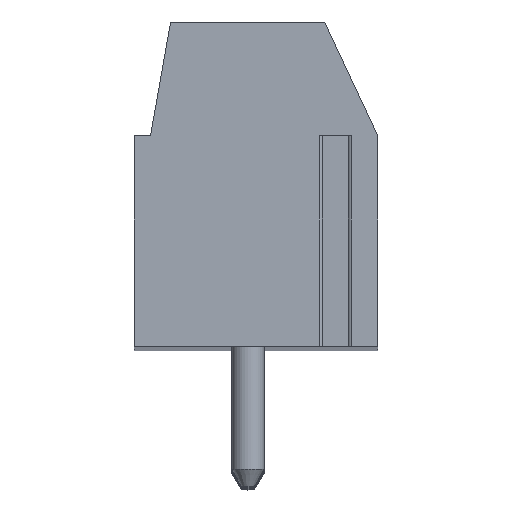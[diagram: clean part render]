
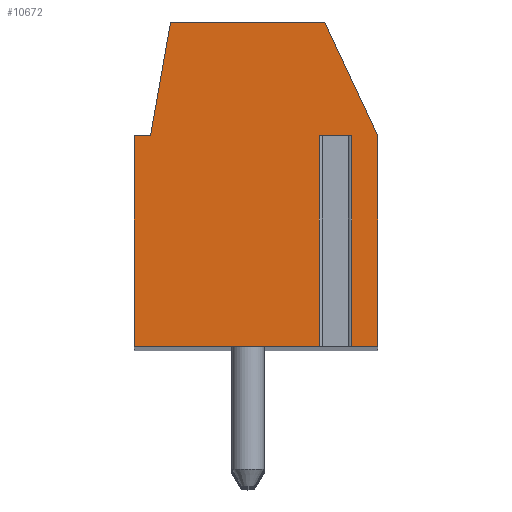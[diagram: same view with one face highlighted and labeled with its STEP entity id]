
A CAD part, top view. The second image highlights one B-rep face of the part: STEP entity #10672.
In plain terms, the highlighted planar face has unit normal (0, 0, 1).
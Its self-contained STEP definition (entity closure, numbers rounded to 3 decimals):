
#301=DIRECTION('',(-1.,0.,0.));
#302=VECTOR('',#301,0.996);
#303=CARTESIAN_POINT('',(2.948,1.5,67.5));
#304=LINE('',#303,#302);
#305=DIRECTION('',(0.,-1.,0.));
#306=VECTOR('',#305,6.5);
#307=CARTESIAN_POINT('',(1.952,1.5,67.5));
#308=LINE('',#307,#306);
#309=DIRECTION('',(1.,0.,0.));
#310=VECTOR('',#309,5.702);
#311=CARTESIAN_POINT('',(-3.75,-5.,67.5));
#312=LINE('',#311,#310);
#313=DIRECTION('',(0.,-1.,0.));
#314=VECTOR('',#313,6.5);
#315=CARTESIAN_POINT('',(-3.75,1.5,67.5));
#316=LINE('',#315,#314);
#317=DIRECTION('',(-1.,0.,0.));
#318=VECTOR('',#317,0.5);
#319=CARTESIAN_POINT('',(-3.25,1.5,67.5));
#320=LINE('',#319,#318);
#321=DIRECTION('',(-0.174,-0.985,0.));
#322=VECTOR('',#321,3.554);
#323=CARTESIAN_POINT('',(-2.633,5.,67.5));
#324=LINE('',#323,#322);
#325=DIRECTION('',(-1.,0.,0.));
#326=VECTOR('',#325,4.751);
#327=CARTESIAN_POINT('',(2.118,5.,67.5));
#328=LINE('',#327,#326);
#329=DIRECTION('',(-0.423,0.906,0.));
#330=VECTOR('',#329,3.862);
#331=CARTESIAN_POINT('',(3.75,1.5,67.5));
#332=LINE('',#331,#330);
#333=DIRECTION('',(0.,1.,0.));
#334=VECTOR('',#333,6.5);
#335=CARTESIAN_POINT('',(3.75,-5.,67.5));
#336=LINE('',#335,#334);
#337=DIRECTION('',(1.,0.,0.));
#338=VECTOR('',#337,0.802);
#339=CARTESIAN_POINT('',(2.948,-5.,67.5));
#340=LINE('',#339,#338);
#341=DIRECTION('',(0.,-1.,0.));
#342=VECTOR('',#341,6.5);
#343=CARTESIAN_POINT('',(2.948,1.5,67.5));
#344=LINE('',#343,#342);
#8215=CARTESIAN_POINT('',(3.75,-5.,67.5));
#8216=CARTESIAN_POINT('',(3.75,1.5,67.5));
#8217=VERTEX_POINT('',#8215);
#8218=VERTEX_POINT('',#8216);
#8219=CARTESIAN_POINT('',(2.118,5.,67.5));
#8220=VERTEX_POINT('',#8219);
#8221=CARTESIAN_POINT('',(-2.633,5.,67.5));
#8222=VERTEX_POINT('',#8221);
#8223=CARTESIAN_POINT('',(-3.25,1.5,67.5));
#8224=VERTEX_POINT('',#8223);
#8225=CARTESIAN_POINT('',(-3.75,1.5,67.5));
#8226=VERTEX_POINT('',#8225);
#8227=CARTESIAN_POINT('',(-3.75,-5.,67.5));
#8228=VERTEX_POINT('',#8227);
#8273=CARTESIAN_POINT('',(2.948,1.5,67.5));
#8274=CARTESIAN_POINT('',(1.952,1.5,67.5));
#8275=VERTEX_POINT('',#8273);
#8276=VERTEX_POINT('',#8274);
#8277=CARTESIAN_POINT('',(2.948,-5.,67.5));
#8278=VERTEX_POINT('',#8277);
#8279=CARTESIAN_POINT('',(1.952,-5.,67.5));
#8280=VERTEX_POINT('',#8279);
#10646=CARTESIAN_POINT('',(0.,0.,67.5));
#10647=DIRECTION('',(0.,0.,1.));
#10648=DIRECTION('',(1.,0.,0.));
#10649=AXIS2_PLACEMENT_3D('',#10646,#10647,#10648);
#10650=PLANE('',#10649);
#10652=ORIENTED_EDGE('',*,*,#10651,.T.);
#10654=ORIENTED_EDGE('',*,*,#10653,.T.);
#10655=ORIENTED_EDGE('',*,*,#10530,.F.);
#10657=ORIENTED_EDGE('',*,*,#10656,.F.);
#10659=ORIENTED_EDGE('',*,*,#10658,.F.);
#10661=ORIENTED_EDGE('',*,*,#10660,.F.);
#10663=ORIENTED_EDGE('',*,*,#10662,.F.);
#10665=ORIENTED_EDGE('',*,*,#10664,.F.);
#10667=ORIENTED_EDGE('',*,*,#10666,.F.);
#10668=ORIENTED_EDGE('',*,*,#10509,.F.);
#10669=ORIENTED_EDGE('',*,*,#10636,.F.);
#10670=EDGE_LOOP('',(#10652,#10654,#10655,#10657,#10659,#10661,#10663,#10665,
#10667,#10668,#10669));
#10671=FACE_OUTER_BOUND('',#10670,.F.);
#10509=EDGE_CURVE('',#8278,#8217,#340,.T.);
#10530=EDGE_CURVE('',#8228,#8280,#312,.T.);
#10636=EDGE_CURVE('',#8275,#8278,#344,.T.);
#10651=EDGE_CURVE('',#8275,#8276,#304,.T.);
#10653=EDGE_CURVE('',#8276,#8280,#308,.T.);
#10656=EDGE_CURVE('',#8226,#8228,#316,.T.);
#10658=EDGE_CURVE('',#8224,#8226,#320,.T.);
#10660=EDGE_CURVE('',#8222,#8224,#324,.T.);
#10662=EDGE_CURVE('',#8220,#8222,#328,.T.);
#10664=EDGE_CURVE('',#8218,#8220,#332,.T.);
#10666=EDGE_CURVE('',#8217,#8218,#336,.T.);
#10672=ADVANCED_FACE('',(#10671),#10650,.T.);
